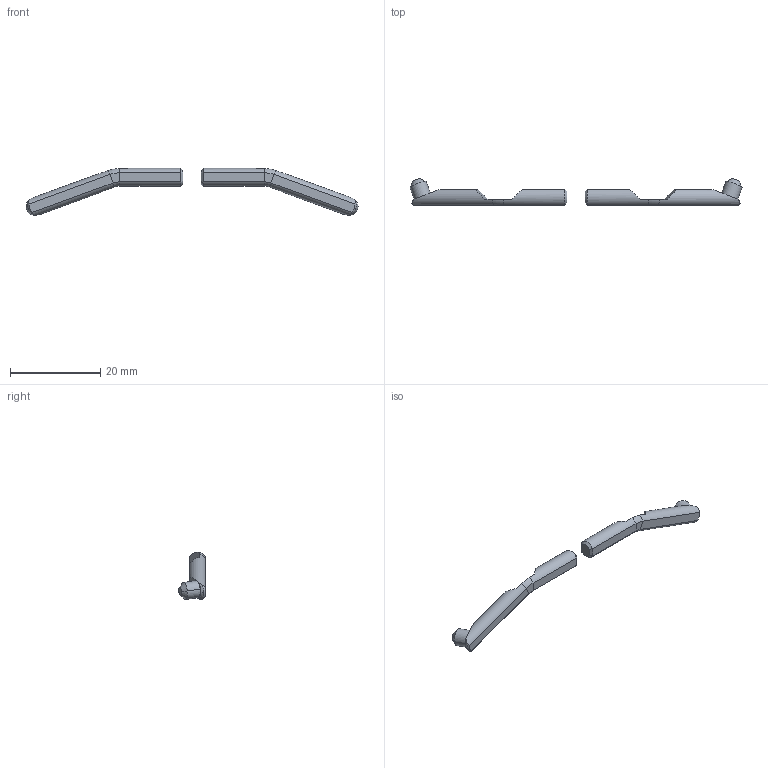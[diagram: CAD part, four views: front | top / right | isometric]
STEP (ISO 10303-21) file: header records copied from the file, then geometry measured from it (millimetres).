
FILE_DESCRIPTION (( 'STEP AP214' ), '1' );
FILE_NAME ('handebar-Standard.step', '2023-07-31T11:01:21', ( '' ), ( '' ), 'SwSTEP 2.0', 'SolidWorks 2020', '' );
FILE_SCHEMA (( 'AUTOMOTIVE_DESIGN' ));
Length unit declared in the file: millimetre
Products named in the file (1): handebar-Standard
Bounding box: 73.53 x 5.85 x 10.47 mm (x, y, z)
Volume: 727.8 mm3; surface area: 913.1 mm2
Topology: 2 solids, 2 shells, 62 faces, 146 edges, 90 vertices
Faces by surface type: plane 26, cylinder 16, cone 12, torus 4, bspline 4
Entity records: 2383 total; most frequent: CARTESIAN_POINT 995, ORIENTED_EDGE 292, DIRECTION 266, EDGE_CURVE 146, AXIS2_PLACEMENT_3D 103, VERTEX_POINT 90, EDGE_LOOP 64, FACE_OUTER_BOUND 62
